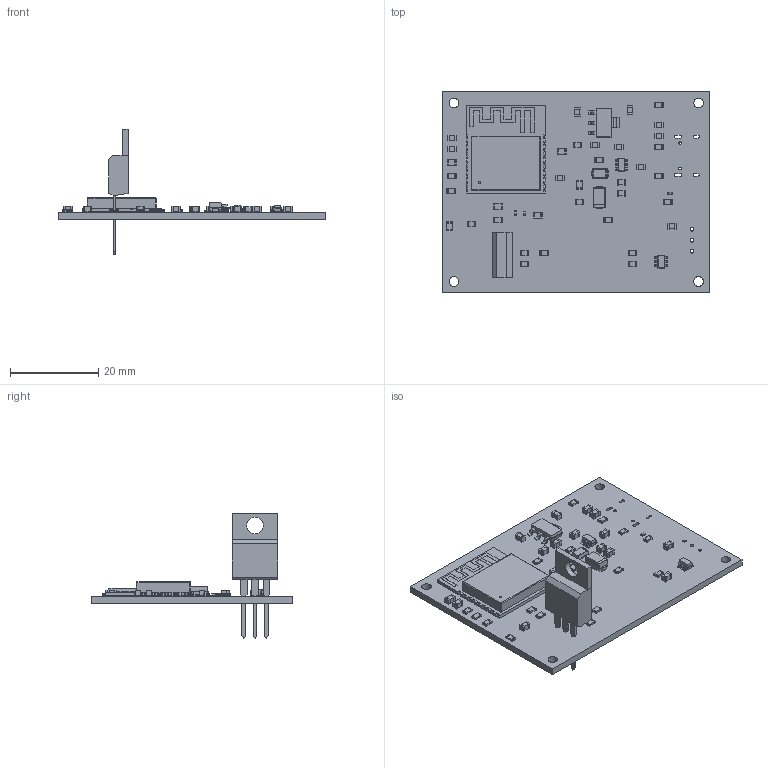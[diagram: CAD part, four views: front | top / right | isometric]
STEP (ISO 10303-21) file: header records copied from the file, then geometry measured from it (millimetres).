
FILE_DESCRIPTION(('KiCad electronic assembly'),'2;1');
FILE_NAME('plant-monitor-pot.step','2025-12-01T18:39:08',('Pcbnew'),( 'Kicad'),'Open CASCADE STEP processor 7.8','KiCad to STEP converter' ,'Unknown');
FILE_SCHEMA(('AUTOMOTIVE_DESIGN { 1 0 10303 214 1 1 1 1 }'));
Length unit declared in the file: millimetre
Products named in the file (20): plant-monitor-pot 1; R_0805_2012Metric; D_SMP_DO-220AA; D_SMP_DO_220AA_cp; SOT-223; SOT_223; SOT-23-6; SOT_23_6; C_0805_2012Metric; TO-220-3_Vertical; ESP32-C3-WROOM-02; LED_0402_1005Metric; D_SMA; plant-monitor-pot_PCB
Assembly tree (56 placements, depth 3):
  plant-monitor-pot 1
    R_0805_2012Metric  x18
      R_0805_2012Metric
    D_SMP_DO-220AA
      D_SMP_DO_220AA_cp
    SOT-223
      SOT_223
    SOT-23-6  x2
      SOT_23_6
    C_0805_2012Metric  x18
      C_0805_2012Metric
    TO-220-3_Vertical
      TO-220-3_Vertical
    ESP32-C3-WROOM-02
      ESP32-C3-WROOM-02
    LED_0402_1005Metric  x3
      LED_0402_1005Metric
    D_SMA
      D_SMA
    plant-monitor-pot_PCB
Bounding box: 60.7 x 45.8 x 28.52 mm (x, y, z)
Volume: 5806.2 mm3; surface area: 8627.2 mm2
Topology: 78 solids, 78 shells, 1958 faces, 5030 edges, 3264 vertices
Faces by surface type: plane 1340, cylinder 512, bspline 98, sphere 8
Full cylindrical faces by diameter (mm): 0.2 x12, 0.5 x1, 0.6 x2, 0.8 x3, 1.1 x3, 2.2 x4, 3.735 x1
Entity records: 30513 total; most frequent: CARTESIAN_POINT 4813, ORIENTED_EDGE 4116, DIRECTION 3854, EDGE_CURVE 2058, LINE 1692, VECTOR 1692, VERTEX_POINT 1332, AXIS2_PLACEMENT_3D 1081
